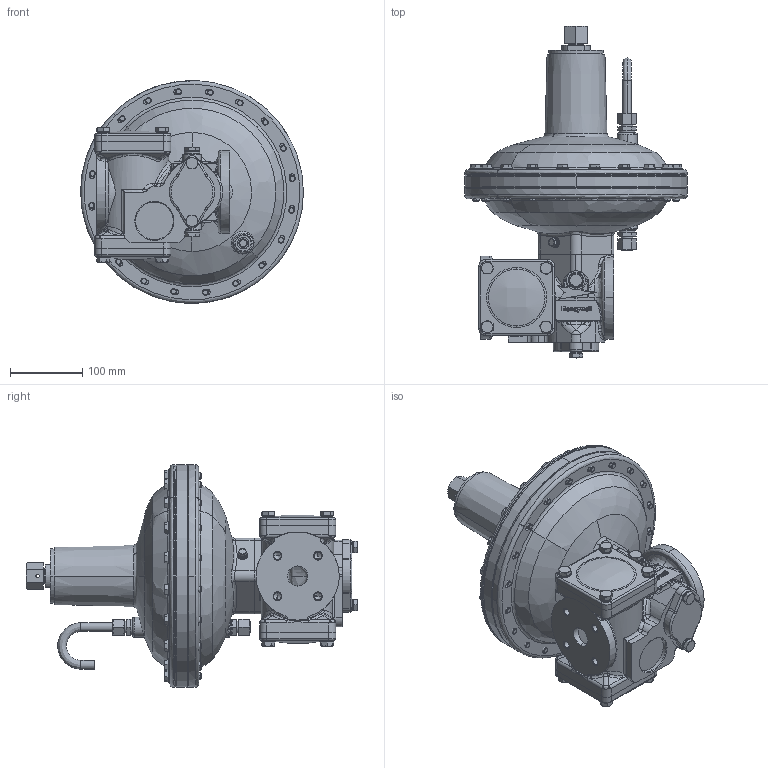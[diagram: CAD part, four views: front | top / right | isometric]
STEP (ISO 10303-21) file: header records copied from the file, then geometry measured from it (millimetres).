
FILE_DESCRIPTION (( 'STEP AP214' ), '1' );
FILE_NAME ('V_MB_HON370_25_RE1SM_o_SAV_-_.STEP', '2017-03-02T12:16:32', ( '' ), ( '' ), 'SwSTEP 2.0', 'SolidWorks 2015', '' );
FILE_SCHEMA (( 'AUTOMOTIVE_DESIGN' ));
Length unit declared in the file: millimetre
Products named in the file (1): V_MB_HON370_25_RE1SM_o_SAV_-_
Bounding box: 308 x 458.92 x 308 mm (x, y, z)
Volume: 3918550.9 mm3; surface area: 972424.2 mm2
Topology: 85 solids, 86 shells, 3089 faces, 7431 edges, 4560 vertices
Faces by surface type: plane 958, cylinder 864, bspline 649, cone 618
Entity records: 134784 total; most frequent: CARTESIAN_POINT 65903, ORIENTED_EDGE 14712, DIRECTION 13271, EDGE_CURVE 7356, AXIS2_PLACEMENT_3D 5325, VERTEX_POINT 4560, EDGE_LOOP 3482, ADVANCED_FACE 3089
